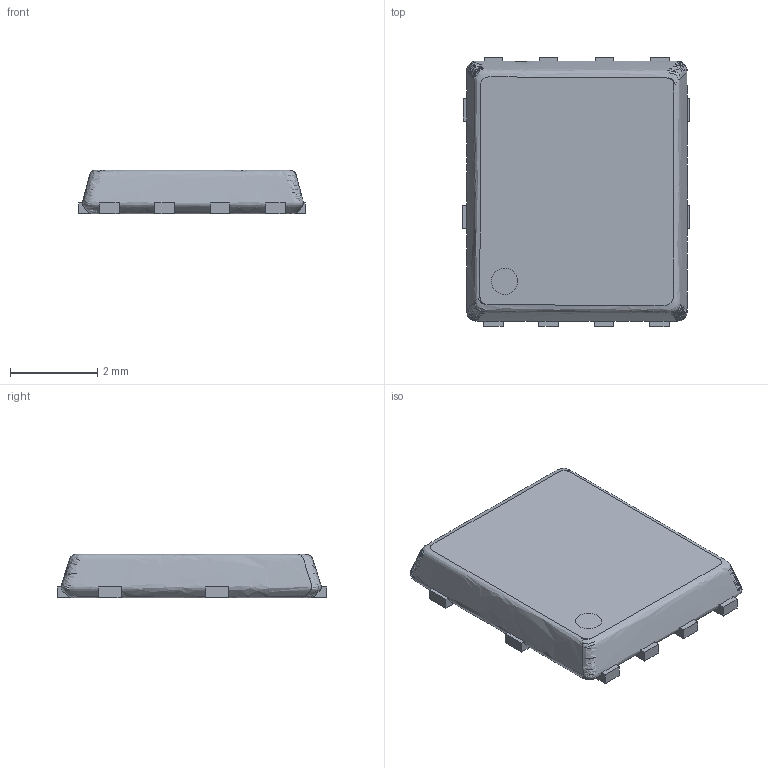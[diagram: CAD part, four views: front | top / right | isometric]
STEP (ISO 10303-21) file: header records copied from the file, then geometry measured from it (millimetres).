
FILE_DESCRIPTION(/* description */ (''),/* implementation_level */ '2;1');
FILE_NAME(/* name */ 'POWERF~1',/* time_stamp */ '2017-02-12T11:57:23+01:00',/* author */ (''),/* organization */ (''),/* preprocessor_version */ 'ST-DEVELOPER v14',/* originating_system */ '',/* authorisation */ '');
FILE_SCHEMA (('AUTOMOTIVE_DESIGN'));
Length unit declared in the file: millimetre
Products named in the file (1): Document
Bounding box: 5.19 x 6.18 x 1 mm (x, y, z)
Volume: 4.6 mm3; surface area: 123.1 mm2
Topology: 5 solids, 7 shells, 176 faces, 475 edges, 312 vertices
Faces by surface type: bspline 99, plane 77
Entity records: 6547 total; most frequent: CARTESIAN_POINT 3696, ORIENTED_EDGE 980, EDGE_CURVE 491, VERTEX_POINT 328, B_SPLINE_CURVE_WITH_KNOTS 186, EDGE_LOOP 177, ADVANCED_FACE 176, FACE_OUTER_BOUND 176
